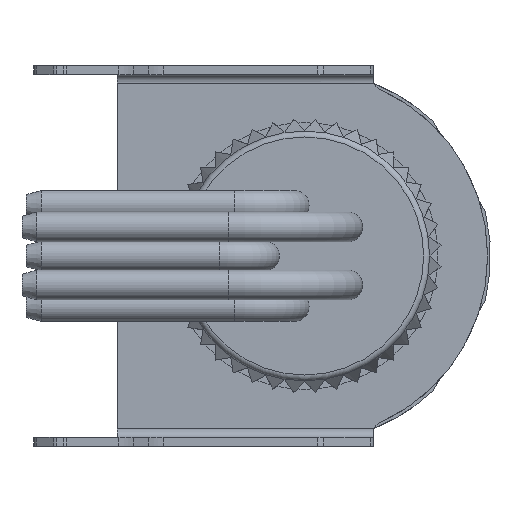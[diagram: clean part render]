
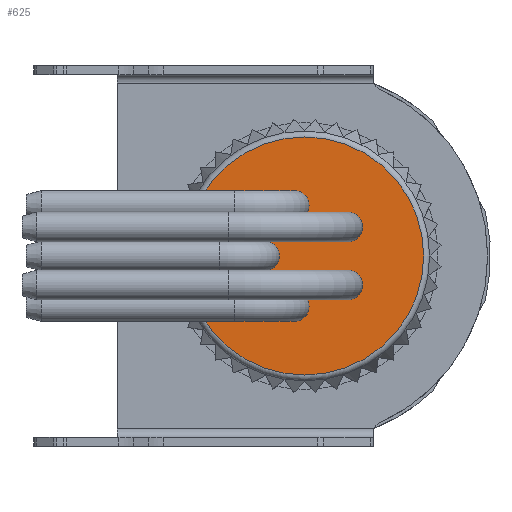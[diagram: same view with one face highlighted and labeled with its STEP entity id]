
A CAD part, front view. The second image highlights one B-rep face of the part: STEP entity #625.
In plain terms, the highlighted planar face has unit normal (0, -1, 0).
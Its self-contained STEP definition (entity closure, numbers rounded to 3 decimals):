
#173=FACE_BOUND('',#1522,.T.);
#174=FACE_BOUND('',#1523,.T.);
#175=FACE_BOUND('',#1524,.T.);
#176=FACE_BOUND('',#1525,.T.);
#177=FACE_BOUND('',#1526,.T.);
#178=FACE_BOUND('',#1527,.T.);
#625=ADVANCED_FACE('',(#173,#174,#175,#176,#177,#178),#831,.F.);
#831=PLANE('',#6847);
#1522=EDGE_LOOP('',(#3895));
#1523=EDGE_LOOP('',(#3896));
#1524=EDGE_LOOP('',(#3897));
#1525=EDGE_LOOP('',(#3898));
#1526=EDGE_LOOP('',(#3899));
#1527=EDGE_LOOP('',(#3900));
#3895=ORIENTED_EDGE('',*,*,#5875,.T.);
#3896=ORIENTED_EDGE('',*,*,#5874,.T.);
#3897=ORIENTED_EDGE('',*,*,#5873,.T.);
#3898=ORIENTED_EDGE('',*,*,#5872,.T.);
#3899=ORIENTED_EDGE('',*,*,#5871,.T.);
#3900=ORIENTED_EDGE('',*,*,#5876,.F.);
#5078=VERTEX_POINT('',#10218);
#5079=VERTEX_POINT('',#10221);
#5080=VERTEX_POINT('',#10224);
#5081=VERTEX_POINT('',#10227);
#5082=VERTEX_POINT('',#10230);
#5083=VERTEX_POINT('',#10233);
#5871=EDGE_CURVE('',#5078,#5078,#6365,.T.);
#5872=EDGE_CURVE('',#5079,#5079,#6366,.T.);
#5873=EDGE_CURVE('',#5080,#5080,#6367,.T.);
#5874=EDGE_CURVE('',#5081,#5081,#6368,.T.);
#5875=EDGE_CURVE('',#5082,#5082,#6369,.T.);
#5876=EDGE_CURVE('',#5083,#5083,#6370,.T.);
#6365=CIRCLE('',#6836,0.5);
#6366=CIRCLE('',#6838,0.5);
#6367=CIRCLE('',#6840,0.5);
#6368=CIRCLE('',#6842,0.5);
#6369=CIRCLE('',#6844,0.5);
#6370=CIRCLE('',#6846,4.);
#6836=AXIS2_PLACEMENT_3D('',#10217,#8294,#8295);
#6838=AXIS2_PLACEMENT_3D('',#10220,#8298,#8299);
#6840=AXIS2_PLACEMENT_3D('',#10223,#8302,#8303);
#6842=AXIS2_PLACEMENT_3D('',#10226,#8306,#8307);
#6844=AXIS2_PLACEMENT_3D('',#10229,#8310,#8311);
#6846=AXIS2_PLACEMENT_3D('',#10232,#8314,#8315);
#6847=AXIS2_PLACEMENT_3D('',#10234,#8316,#8317);
#8294=DIRECTION('',(0.,1.,0.));
#8295=DIRECTION('',(0.,0.,1.));
#8298=DIRECTION('',(0.,1.,0.));
#8299=DIRECTION('',(0.,0.,1.));
#8302=DIRECTION('',(0.,1.,0.));
#8303=DIRECTION('',(0.,0.,1.));
#8306=DIRECTION('',(0.,1.,0.));
#8307=DIRECTION('',(0.,0.,1.));
#8310=DIRECTION('',(0.,1.,0.));
#8311=DIRECTION('',(0.,0.,1.));
#8314=DIRECTION('',(0.,1.,0.));
#8315=DIRECTION('',(0.,0.,1.));
#8316=DIRECTION('',(0.,1.,0.));
#8317=DIRECTION('',(0.,0.,1.));
#10217=CARTESIAN_POINT('',(25.182,-32.507,-95.127));
#10218=CARTESIAN_POINT('',(25.182,-32.507,-94.627));
#10220=CARTESIAN_POINT('',(23.382,-32.507,-94.402));
#10221=CARTESIAN_POINT('',(23.382,-32.507,-93.902));
#10223=CARTESIAN_POINT('',(25.182,-32.507,-97.077));
#10224=CARTESIAN_POINT('',(25.182,-32.507,-96.577));
#10226=CARTESIAN_POINT('',(23.382,-32.507,-97.802));
#10227=CARTESIAN_POINT('',(23.382,-32.507,-97.302));
#10229=CARTESIAN_POINT('',(22.382,-32.507,-96.102));
#10230=CARTESIAN_POINT('',(22.382,-32.507,-95.602));
#10232=CARTESIAN_POINT('',(23.732,-32.507,-96.102));
#10233=CARTESIAN_POINT('',(23.732,-32.507,-92.102));
#10234=CARTESIAN_POINT('',(27.332,-32.507,-96.102));
